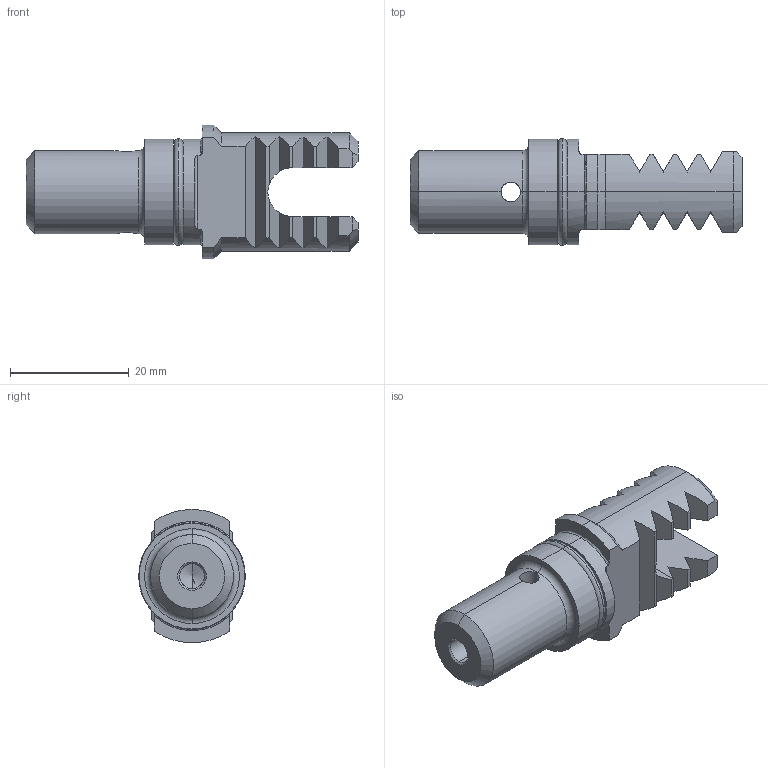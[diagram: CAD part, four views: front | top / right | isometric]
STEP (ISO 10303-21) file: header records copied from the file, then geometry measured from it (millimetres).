
FILE_DESCRIPTION (( 'STEP AP214' ), '1' );
FILE_NAME ('PS4-ER1.022.056.STEP', '2018-04-24T08:37:59', ( 'SWIAdmin' ), ( 'Hewlett-Packard Company' ), 'SwSTEP 2.0', 'SolidWorks 2017', '' );
FILE_SCHEMA (( 'AUTOMOTIVE_DESIGN' ));
Length unit declared in the file: millimetre
Products named in the file (3): PS4-ER1.022.056_A; PS4-ER1.022.056; DIN 3771 - 15x1.5
Assembly tree (2 placements, depth 2):
  PS4-ER1.022.056
    PS4-ER1.022.056_A
    DIN 3771 - 15x1.5
Bounding box: 56 x 18 x 22.46 mm (x, y, z)
Volume: 9325.9 mm3; surface area: 4477.1 mm2
Topology: 2 solids, 2 shells, 106 faces, 287 edges, 181 vertices
Faces by surface type: plane 62, cylinder 23, cone 12, torus 9
Entity records: 3718 total; most frequent: CARTESIAN_POINT 1005, ORIENTED_EDGE 570, DIRECTION 504, EDGE_CURVE 285, VERTEX_POINT 181, AXIS2_PLACEMENT_3D 176, VECTOR 152, LINE 152
